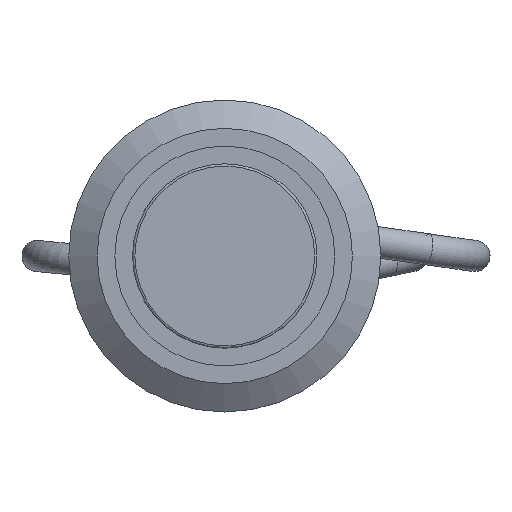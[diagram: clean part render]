
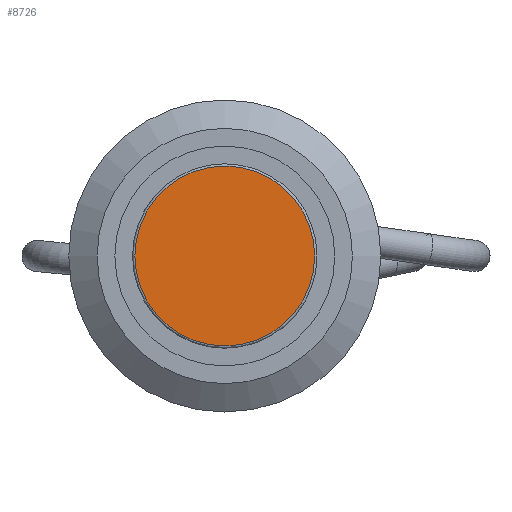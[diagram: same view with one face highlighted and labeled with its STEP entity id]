
A CAD part, front view. The second image highlights one B-rep face of the part: STEP entity #8726.
In plain terms, the highlighted planar face has unit normal (0, -1, 0).
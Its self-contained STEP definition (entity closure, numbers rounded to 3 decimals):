
#309=PLANE('',#9481);
#780=FACE_OUTER_BOUND('',#1272,.T.);
#1272=EDGE_LOOP('',(#7659));
#1859=CIRCLE('',#9480,6.34);
#4122=VERTEX_POINT('',#15663);
#5346=EDGE_CURVE('',#4122,#4122,#1859,.T.);
#7659=ORIENTED_EDGE('',*,*,#5346,.F.);
#8726=ADVANCED_FACE('',(#780),#309,.F.);
#9480=AXIS2_PLACEMENT_3D('',#15665,#11651,#11652);
#9481=AXIS2_PLACEMENT_3D('',#15666,#11653,#11654);
#11651=DIRECTION('center_axis',(0.,1.,0.));
#11652=DIRECTION('ref_axis',(-1.,0.,0.));
#11653=DIRECTION('center_axis',(0.,1.,0.));
#11654=DIRECTION('ref_axis',(-1.,0.,0.));
#15663=CARTESIAN_POINT('',(6.34,-35.,0.));
#15665=CARTESIAN_POINT('Origin',(0.,-35.,0.));
#15666=CARTESIAN_POINT('Origin',(0.,-35.,0.));
